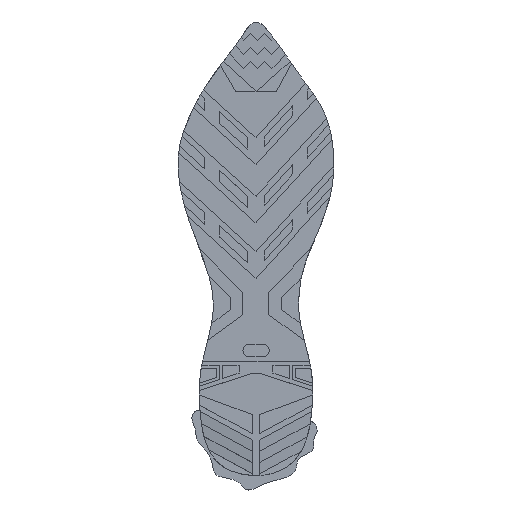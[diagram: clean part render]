
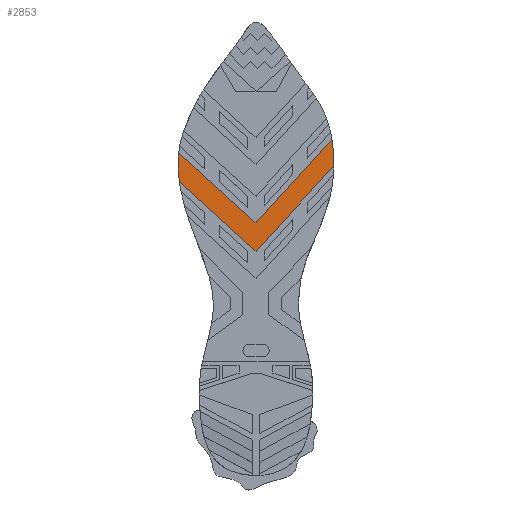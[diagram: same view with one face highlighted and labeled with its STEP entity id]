
A CAD part, top view. The second image highlights one B-rep face of the part: STEP entity #2853.
In plain terms, the highlighted face is planar.
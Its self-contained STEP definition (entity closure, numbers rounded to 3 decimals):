
#14 = B_SPLINE_CURVE_WITH_KNOTS ( 'NONE', 3,
 ( #6087, #2431, #2934, #5575, #1454, #6524 ),
 .UNSPECIFIED., .F., .F.,
 ( 4, 1, 1, 4 ),
 ( 0.151, 0.152, 0.167, 0.175 ),
 .UNSPECIFIED. ) ;
#39 = LINE ( 'NONE', #1679, #1670 ) ;
#482 = AXIS2_PLACEMENT_3D ( 'NONE', #3035, #2561, #484 ) ;
#484 = DIRECTION ( 'NONE',  ( 0., 0., -1. ) ) ;
#547 = FACE_OUTER_BOUND ( 'NONE', #4030, .T. ) ;
#579 = CARTESIAN_POINT ( 'NONE',  ( -54.991, 3., -98.622 ) ) ;
#665 = CARTESIAN_POINT ( 'NONE',  ( -54.34, 3., -112.681 ) ) ;
#755 = B_SPLINE_CURVE_WITH_KNOTS ( 'NONE', 3,
 ( #2841, #4231, #6461, #665, #2711 ),
 .UNSPECIFIED., .F., .F.,
 ( 4, 1, 4 ),
 ( 0.838, 0.843, 0.855 ),
 .UNSPECIFIED. ) ;
#768 = VERTEX_POINT ( 'NONE', #2502 ) ;
#835 = VERTEX_POINT ( 'NONE', #6329 ) ;
#1111 = CARTESIAN_POINT ( 'NONE',  ( 0., 3., -38.144 ) ) ;
#1186 = LINE ( 'NONE', #4306, #1883 ) ;
#1454 = CARTESIAN_POINT ( 'NONE',  ( 54.401, 3., -89.592 ) ) ;
#1517 = PLANE ( 'NONE',  #482 ) ;
#1670 = VECTOR ( 'NONE', #4745, 1000. ) ;
#1679 = CARTESIAN_POINT ( 'NONE',  ( 18.986, 3., -17.263 ) ) ;
#1834 = EDGE_CURVE ( 'NONE', #835, #768, #1186, .T. ) ;
#1883 = VECTOR ( 'NONE', #2279, 1000. ) ;
#2193 = EDGE_CURVE ( 'NONE', #3874, #835, #755, .T. ) ;
#2279 = DIRECTION ( 'NONE',  ( 0.673, 0., 0.74 ) ) ;
#2431 = CARTESIAN_POINT ( 'NONE',  ( 54.589, 3., -107.512 ) ) ;
#2502 = CARTESIAN_POINT ( 'NONE',  ( 0., 3., -58.234 ) ) ;
#2509 = VECTOR ( 'NONE', #2660, 1000. ) ;
#2561 = DIRECTION ( 'NONE',  ( 0., -1., 0. ) ) ;
#2564 = ORIENTED_EDGE ( 'NONE', *, *, #5052, .F. ) ;
#2656 = LINE ( 'NONE', #4084, #6532 ) ;
#2660 = DIRECTION ( 'NONE',  ( 0.74, 0., -0.673 ) ) ;
#2711 = CARTESIAN_POINT ( 'NONE',  ( -53.596, 3., -117.179 ) ) ;
#2775 = EDGE_CURVE ( 'NONE', #4968, #6575, #6663, .T. ) ;
#2841 = CARTESIAN_POINT ( 'NONE',  ( -54.991, 3., -98.622 ) ) ;
#2853 = ADVANCED_FACE ( 'NONE', ( #547 ), #1517, .T. ) ;
#2934 = CARTESIAN_POINT ( 'NONE',  ( 55.105, 3., -102.894 ) ) ;
#2993 = ORIENTED_EDGE ( 'NONE', *, *, #1834, .T. ) ;
#3035 = CARTESIAN_POINT ( 'NONE',  ( 0., 3., 0. ) ) ;
#3131 = DIRECTION ( 'NONE',  ( -0.74, 0., 0.673 ) ) ;
#3652 = ORIENTED_EDGE ( 'NONE', *, *, #6112, .T. ) ;
#3874 = VERTEX_POINT ( 'NONE', #579 ) ;
#4030 = EDGE_LOOP ( 'NONE', ( #4493, #5363, #5140, #2993, #2564, #3652 ) ) ;
#4084 = CARTESIAN_POINT ( 'NONE',  ( -28.986, 3., -31.879 ) ) ;
#4231 = CARTESIAN_POINT ( 'NONE',  ( -55.013, 3., -100.256 ) ) ;
#4306 = CARTESIAN_POINT ( 'NONE',  ( 28.986, 3., -26.356 ) ) ;
#4346 = CARTESIAN_POINT ( 'NONE',  ( 54.551, 3., -107.835 ) ) ;
#4357 = EDGE_CURVE ( 'NONE', #3874, #4968, #39, .T. ) ;
#4493 = ORIENTED_EDGE ( 'NONE', *, *, #2775, .F. ) ;
#4745 = DIRECTION ( 'NONE',  ( 0.673, 0., 0.74 ) ) ;
#4968 = VERTEX_POINT ( 'NONE', #1111 ) ;
#5052 = EDGE_CURVE ( 'NONE', #5956, #768, #2656, .T. ) ;
#5140 = ORIENTED_EDGE ( 'NONE', *, *, #2193, .T. ) ;
#5184 = CARTESIAN_POINT ( 'NONE',  ( 54.096, 3., -87.331 ) ) ;
#5363 = ORIENTED_EDGE ( 'NONE', *, *, #4357, .F. ) ;
#5575 = CARTESIAN_POINT ( 'NONE',  ( 55.059, 3., -95.959 ) ) ;
#5639 = CARTESIAN_POINT ( 'NONE',  ( -18.986, 3., -20.88 ) ) ;
#5956 = VERTEX_POINT ( 'NONE', #4346 ) ;
#6087 = CARTESIAN_POINT ( 'NONE',  ( 54.551, 3., -107.835 ) ) ;
#6112 = EDGE_CURVE ( 'NONE', #5956, #6575, #14, .T. ) ;
#6329 = CARTESIAN_POINT ( 'NONE',  ( -53.596, 3., -117.179 ) ) ;
#6461 = CARTESIAN_POINT ( 'NONE',  ( -54.95, 3., -106.378 ) ) ;
#6524 = CARTESIAN_POINT ( 'NONE',  ( 54.096, 3., -87.331 ) ) ;
#6532 = VECTOR ( 'NONE', #3131, 1000. ) ;
#6575 = VERTEX_POINT ( 'NONE', #5184 ) ;
#6663 = LINE ( 'NONE', #5639, #2509 ) ;
